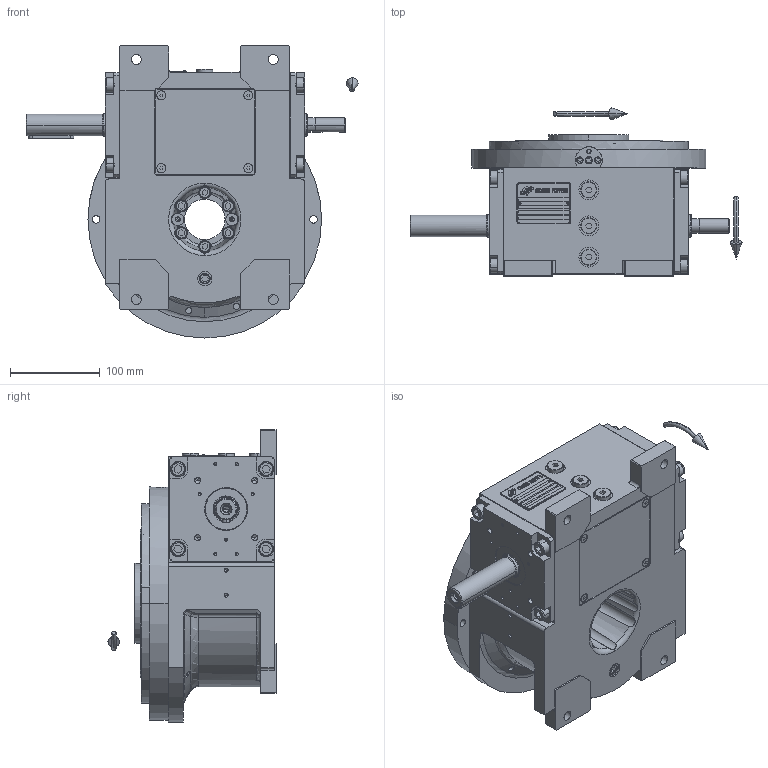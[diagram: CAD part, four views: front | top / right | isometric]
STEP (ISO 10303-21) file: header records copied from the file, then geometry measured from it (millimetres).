
FILE_DESCRIPTION (( 'STEP AP203' ), '1' );
FILE_NAME ('PC5200637.step', '2024-09-17T12:56:58', ( '' ), ( '' ), 'SwSTEP 2.0', 'SolidWorks 2020', '' );
FILE_SCHEMA (( 'CONFIG_CONTROL_DESIGN' ));
Length unit declared in the file: millimetre
Products named in the file (79): AS_rig06_004_s_001; cfn2107_01_001; AS_rig06_071_6_m_n_03; rig06_002_bl_001; cfn2000_01_124; rig06_004_s_001; cfn2155_01_056; cfn2151_01_090; cfn2128_04_004; AS_rig06_017; rig06_005_n_02; cfn2158_01_010; RIG06_021_AF1.stp; freccia_angolare; cfn2000_01_103; CFN2356_03_047.stp; cfn2070_05_005; cfn2205_01_013; rig06_003_6; cfn2000_01_126; CFN2203_02_001.stp; CFN2010_01_012.stp; AS_rig06_016; rig06_017; cfn2151_01_109; cfn2476_01_002_60x46; CFN2223_01-570X6-B.stp; CFN2104_02_017.stp; cfn2077_01_018; RIG06_005_S_002_ASM.stp; 900_38_30_003; cfn2104_01_016; cfn2115_01_005; rig06_016; cfn2276_01_074; olio_agip_blasia_150; cfn2155_01_303; cfn2115_02_165; AS_rig06_002_bl_001; cfn2151_01_290 ...
Assembly tree (71 placements, depth 5):
  cfn2151_01_090
  cfn2158_01_010
  CFN2356_03_047.stp
  cfn2205_01_013
  CFN2203_02_001.stp
Bounding box: 369.5 x 187 x 325 mm (x, y, z)
Volume: 2604735.9 mm3; surface area: 790293.7 mm2
Topology: 62 solids, 62 shells, 2014 faces, 5003 edges, 3211 vertices
Faces by surface type: plane 1022, cylinder 652, cone 310, torus 18, bspline 6, sphere 6
Entity records: 69217 total; most frequent: CARTESIAN_POINT 15198, DIRECTION 9643, ORIENTED_EDGE 9286, EDGE_CURVE 4643, AXIS2_PLACEMENT_3D 3329, VERTEX_POINT 3030, LINE 2985, VECTOR 2985
